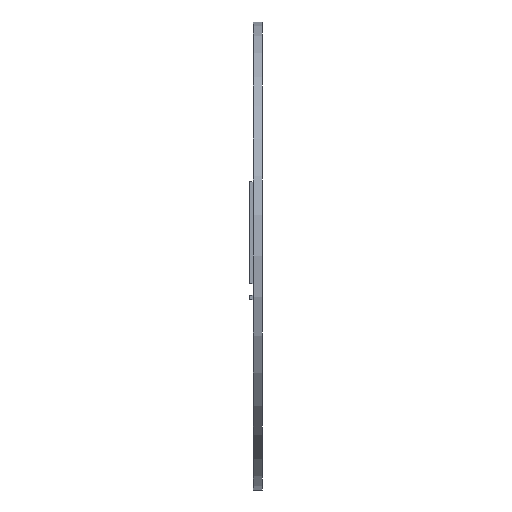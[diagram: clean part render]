
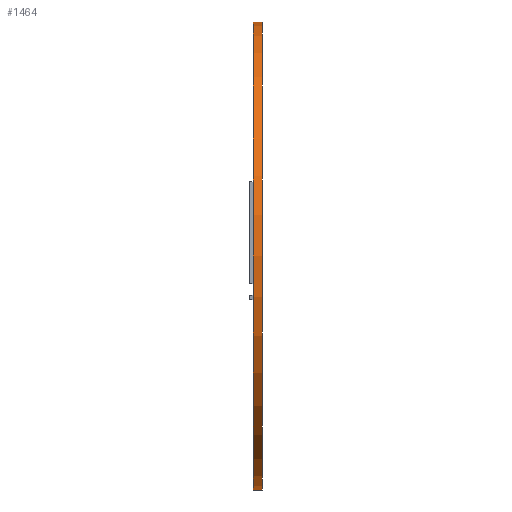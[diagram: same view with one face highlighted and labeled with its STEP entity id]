
A CAD part, left-side view. The second image highlights one B-rep face of the part: STEP entity #1464.
In plain terms, the highlighted cylindrical face has radius 101.5 mm (diameter 203 mm), a partial arc.
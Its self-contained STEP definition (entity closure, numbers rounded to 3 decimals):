
#51 = DIRECTION ( 'NONE',  ( 0., -1., 0. ) ) ;
#69 = VERTEX_POINT ( 'NONE', #266 ) ;
#96 = EDGE_CURVE ( 'NONE', #1577, #138, #1596, .T. ) ;
#108 = DIRECTION ( 'NONE',  ( 0., -1., 0. ) ) ;
#138 = VERTEX_POINT ( 'NONE', #426 ) ;
#176 = DIRECTION ( 'NONE',  ( 0., 0., -1. ) ) ;
#266 = CARTESIAN_POINT ( 'NONE',  ( 0., -2., 101.5 ) ) ;
#316 = FACE_OUTER_BOUND ( 'NONE', #897, .T. ) ;
#356 = AXIS2_PLACEMENT_3D ( 'NONE', #617, #627, #1180 ) ;
#390 = DIRECTION ( 'NONE',  ( 0., 0., 1. ) ) ;
#426 = CARTESIAN_POINT ( 'NONE',  ( 0., -2., -101.5 ) ) ;
#466 = VECTOR ( 'NONE', #108, 1000. ) ;
#493 = ORIENTED_EDGE ( 'NONE', *, *, #1341, .F. ) ;
#510 = CARTESIAN_POINT ( 'NONE',  ( 0., 2., -101.5 ) ) ;
#552 = VECTOR ( 'NONE', #51, 1000. ) ;
#569 = CARTESIAN_POINT ( 'NONE',  ( 0., 2., 0. ) ) ;
#617 = CARTESIAN_POINT ( 'NONE',  ( 0., 2., 0. ) ) ;
#627 = DIRECTION ( 'NONE',  ( 0., 1., 0. ) ) ;
#634 = EDGE_CURVE ( 'NONE', #713, #69, #1262, .T. ) ;
#707 = CYLINDRICAL_SURFACE ( 'NONE', #1023, 101.5 ) ;
#713 = VERTEX_POINT ( 'NONE', #837 ) ;
#837 = CARTESIAN_POINT ( 'NONE',  ( 0., 2., 101.5 ) ) ;
#838 = ORIENTED_EDGE ( 'NONE', *, *, #634, .F. ) ;
#849 = CARTESIAN_POINT ( 'NONE',  ( 0., 2., -101.5 ) ) ;
#856 = ORIENTED_EDGE ( 'NONE', *, *, #96, .T. ) ;
#887 = CIRCLE ( 'NONE', #1436, 101.5 ) ;
#897 = EDGE_LOOP ( 'NONE', ( #838, #493, #856, #1684 ) ) ;
#976 = CARTESIAN_POINT ( 'NONE',  ( 0., 2., 101.5 ) ) ;
#1023 = AXIS2_PLACEMENT_3D ( 'NONE', #569, #1232, #176 ) ;
#1180 = DIRECTION ( 'NONE',  ( 0., 0., 1. ) ) ;
#1232 = DIRECTION ( 'NONE',  ( 0., -1., 0. ) ) ;
#1262 = LINE ( 'NONE', #976, #552 ) ;
#1341 = EDGE_CURVE ( 'NONE', #1577, #713, #1572, .T. ) ;
#1425 = EDGE_CURVE ( 'NONE', #138, #69, #887, .T. ) ;
#1436 = AXIS2_PLACEMENT_3D ( 'NONE', #1708, #1575, #390 ) ;
#1464 = ADVANCED_FACE ( 'NONE', ( #316 ), #707, .T. ) ;
#1572 = CIRCLE ( 'NONE', #356, 101.5 ) ;
#1575 = DIRECTION ( 'NONE',  ( 0., 1., 0. ) ) ;
#1577 = VERTEX_POINT ( 'NONE', #849 ) ;
#1596 = LINE ( 'NONE', #510, #466 ) ;
#1684 = ORIENTED_EDGE ( 'NONE', *, *, #1425, .T. ) ;
#1708 = CARTESIAN_POINT ( 'NONE',  ( 0., -2., 0. ) ) ;
